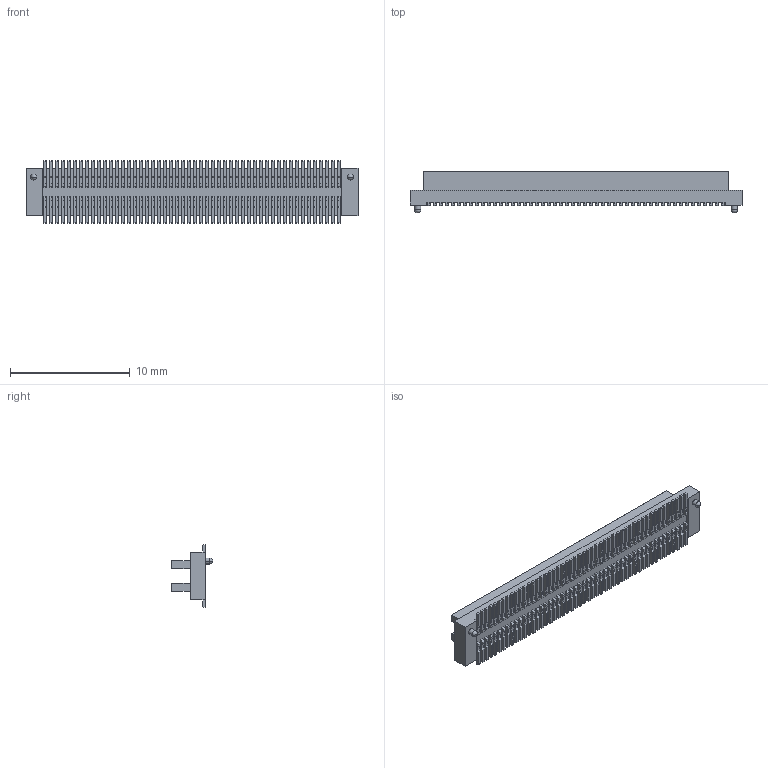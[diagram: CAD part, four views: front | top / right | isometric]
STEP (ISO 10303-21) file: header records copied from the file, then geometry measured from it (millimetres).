
FILE_DESCRIPTION((''),'2;1');
FILE_NAME('FBB05002-M100-H13','2020-10-19T',('gongcheng6'),(''),'PRO/ENGINEER BY PARAMETRIC TECHNOLOGY CORPORATION, 2010280','PRO/ENGINEER BY PARAMETRIC TECHNOLOGY CORPORATION, 2010280','');
FILE_SCHEMA(('CONFIG_CONTROL_DESIGN'));
Length unit declared in the file: millimetre
Products named in the file (1): FBB05002-M100-H13
Bounding box: 27.7 x 3.5 x 5.2 mm (x, y, z)
Volume: 181.2 mm3; surface area: 590.2 mm2
Topology: 1 solids, 1 shells, 1336 faces, 3784 edges, 2450 vertices
Faces by surface type: plane 1128, cylinder 204, sphere 4
Entity records: 42514 total; most frequent: CARTESIAN_POINT 7566, ORIENTED_EDGE 7560, DIRECTION 6864, EDGE_CURVE 3780, VECTOR 3368, LINE 3368, VERTEX_POINT 2450, AXIS2_PLACEMENT_3D 1748
